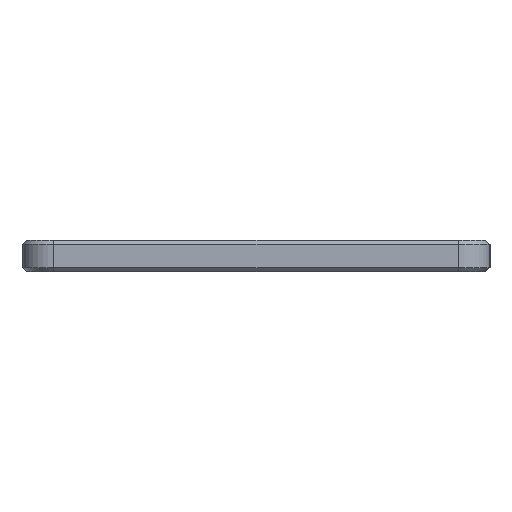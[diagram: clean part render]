
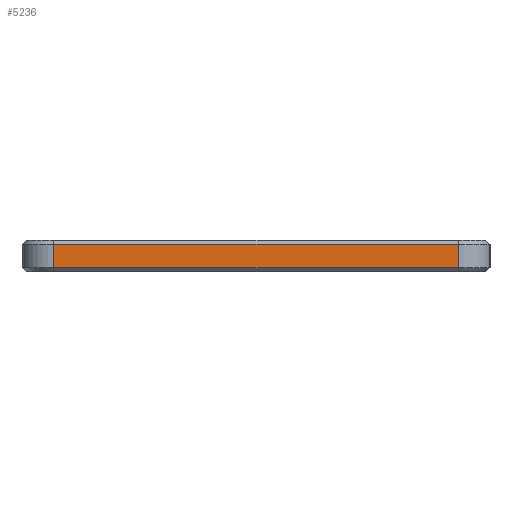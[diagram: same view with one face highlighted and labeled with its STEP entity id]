
A CAD part, left-side view. The second image highlights one B-rep face of the part: STEP entity #5236.
In plain terms, the highlighted planar face has unit normal (-1, 0, 0).
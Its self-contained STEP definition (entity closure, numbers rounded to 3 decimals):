
#111=PLANE('',#5585);
#398=FACE_OUTER_BOUND('',#737,.T.);
#737=EDGE_LOOP('',(#3957,#3958,#3959,#3960));
#1268=LINE('',#7702,#1968);
#1272=LINE('',#7711,#1972);
#1273=LINE('',#7715,#1973);
#1274=LINE('',#7716,#1974);
#1968=VECTOR('',#6178,10.);
#1972=VECTOR('',#6186,10.);
#1973=VECTOR('',#6191,10.);
#1974=VECTOR('',#6192,10.);
#2658=VERTEX_POINT('',#7674);
#2664=VERTEX_POINT('',#7698);
#2667=VERTEX_POINT('',#7710);
#2668=VERTEX_POINT('',#7714);
#3140=EDGE_CURVE('',#2658,#2664,#1268,.T.);
#3144=EDGE_CURVE('',#2664,#2667,#1272,.T.);
#3146=EDGE_CURVE('',#2668,#2658,#1273,.T.);
#3147=EDGE_CURVE('',#2667,#2668,#1274,.T.);
#3957=ORIENTED_EDGE('',*,*,#3140,.F.);
#3958=ORIENTED_EDGE('',*,*,#3146,.F.);
#3959=ORIENTED_EDGE('',*,*,#3147,.F.);
#3960=ORIENTED_EDGE('',*,*,#3144,.F.);
#5236=ADVANCED_FACE('',(#398),#111,.F.);
#5585=AXIS2_PLACEMENT_3D('',#7713,#6189,#6190);
#6178=DIRECTION('',(0.,-1.,0.));
#6186=DIRECTION('',(0.,0.,-1.));
#6189=DIRECTION('center_axis',(1.,0.,0.));
#6190=DIRECTION('ref_axis',(0.,1.,0.));
#6191=DIRECTION('',(0.,0.,1.));
#6192=DIRECTION('',(0.,1.,0.));
#7674=CARTESIAN_POINT('',(-127.,94.225,2.6));
#7698=CARTESIAN_POINT('',(-127.,55.775,2.6));
#7702=CARTESIAN_POINT('',(-127.,73.319,2.6));
#7710=CARTESIAN_POINT('',(-127.,55.775,0.4));
#7711=CARTESIAN_POINT('',(-127.,55.775,2.));
#7713=CARTESIAN_POINT('Origin',(-127.,75.,2.));
#7714=CARTESIAN_POINT('',(-127.,94.225,0.4));
#7715=CARTESIAN_POINT('',(-127.,94.225,2.));
#7716=CARTESIAN_POINT('',(-127.,75.,0.4));
